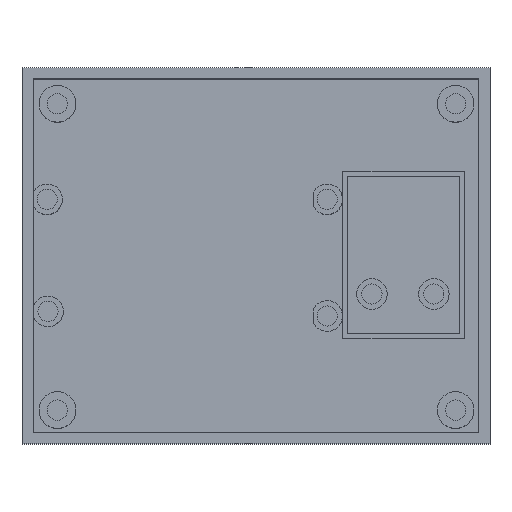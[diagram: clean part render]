
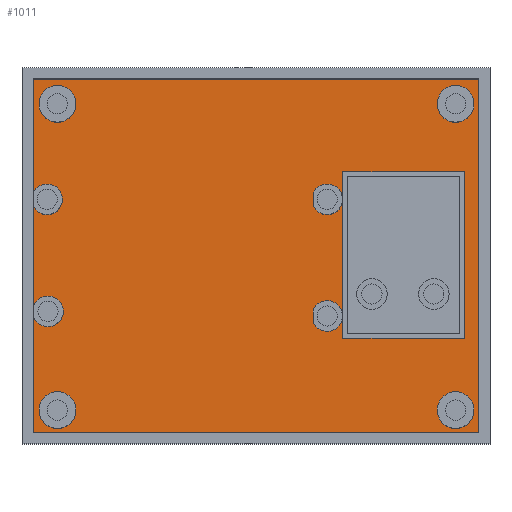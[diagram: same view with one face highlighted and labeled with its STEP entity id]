
A CAD part, top view. The second image highlights one B-rep face of the part: STEP entity #1011.
In plain terms, the highlighted planar face has unit normal (0, 0, 1).
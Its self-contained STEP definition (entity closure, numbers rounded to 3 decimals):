
#24=FACE_BOUND('',#180,.T.);
#25=FACE_BOUND('',#181,.T.);
#26=FACE_BOUND('',#182,.T.);
#27=FACE_BOUND('',#183,.T.);
#28=FACE_BOUND('',#184,.T.);
#29=FACE_BOUND('',#185,.T.);
#30=FACE_BOUND('',#186,.T.);
#56=PLANE('',#1100);
#106=FACE_OUTER_BOUND('',#179,.T.);
#179=EDGE_LOOP('',(#779,#780,#781,#782,#783,#784,#785,#786));
#180=EDGE_LOOP('',(#787,#788));
#181=EDGE_LOOP('',(#789,#790));
#182=EDGE_LOOP('',(#791));
#183=EDGE_LOOP('',(#792));
#184=EDGE_LOOP('',(#793));
#185=EDGE_LOOP('',(#794));
#186=EDGE_LOOP('',(#795,#796,#797,#798));
#256=LINE('',#1531,#349);
#260=LINE('',#1539,#353);
#264=LINE('',#1546,#357);
#282=LINE('',#1588,#375);
#286=LINE('',#1596,#379);
#289=LINE('',#1602,#382);
#292=LINE('',#1607,#385);
#294=LINE('',#1612,#387);
#295=LINE('',#1614,#388);
#296=LINE('',#1615,#389);
#297=LINE('',#1620,#390);
#298=LINE('',#1624,#391);
#349=VECTOR('',#1216,10.);
#353=VECTOR('',#1220,10.);
#357=VECTOR('',#1224,10.);
#375=VECTOR('',#1258,10.);
#379=VECTOR('',#1264,10.);
#382=VECTOR('',#1269,10.);
#385=VECTOR('',#1274,10.);
#387=VECTOR('',#1280,10.);
#388=VECTOR('',#1281,10.);
#389=VECTOR('',#1282,10.);
#390=VECTOR('',#1287,10.);
#391=VECTOR('',#1290,10.);
#440=CIRCLE('',#1084,2.5);
#444=CIRCLE('',#1101,2.5);
#445=CIRCLE('',#1102,2.5);
#446=CIRCLE('',#1103,2.5);
#447=CIRCLE('',#1104,3.);
#448=CIRCLE('',#1105,3.);
#449=CIRCLE('',#1106,3.);
#450=CIRCLE('',#1107,3.);
#482=VERTEX_POINT('',#1519);
#484=VERTEX_POINT('',#1522);
#486=VERTEX_POINT('',#1530);
#489=VERTEX_POINT('',#1536);
#490=VERTEX_POINT('',#1538);
#493=VERTEX_POINT('',#1544);
#508=VERTEX_POINT('',#1586);
#509=VERTEX_POINT('',#1587);
#512=VERTEX_POINT('',#1595);
#514=VERTEX_POINT('',#1601);
#516=VERTEX_POINT('',#1611);
#517=VERTEX_POINT('',#1613);
#518=VERTEX_POINT('',#1617);
#519=VERTEX_POINT('',#1618);
#520=VERTEX_POINT('',#1621);
#521=VERTEX_POINT('',#1622);
#522=VERTEX_POINT('',#1625);
#523=VERTEX_POINT('',#1627);
#524=VERTEX_POINT('',#1629);
#525=VERTEX_POINT('',#1631);
#574=EDGE_CURVE('',#484,#482,#440,.T.);
#578=EDGE_CURVE('',#486,#484,#256,.T.);
#582=EDGE_CURVE('',#490,#489,#260,.T.);
#586=EDGE_CURVE('',#482,#493,#264,.T.);
#606=EDGE_CURVE('',#508,#509,#282,.T.);
#610=EDGE_CURVE('',#509,#512,#286,.T.);
#613=EDGE_CURVE('',#512,#514,#289,.T.);
#616=EDGE_CURVE('',#514,#508,#292,.T.);
#618=EDGE_CURVE('',#493,#516,#294,.T.);
#619=EDGE_CURVE('',#516,#517,#295,.T.);
#620=EDGE_CURVE('',#517,#490,#296,.T.);
#621=EDGE_CURVE('',#489,#486,#444,.T.);
#622=EDGE_CURVE('',#518,#519,#445,.T.);
#623=EDGE_CURVE('',#519,#518,#297,.T.);
#624=EDGE_CURVE('',#520,#521,#446,.T.);
#625=EDGE_CURVE('',#521,#520,#298,.T.);
#626=EDGE_CURVE('',#522,#522,#447,.T.);
#627=EDGE_CURVE('',#523,#523,#448,.T.);
#628=EDGE_CURVE('',#524,#524,#449,.T.);
#629=EDGE_CURVE('',#525,#525,#450,.T.);
#779=ORIENTED_EDGE('',*,*,#574,.T.);
#780=ORIENTED_EDGE('',*,*,#586,.T.);
#781=ORIENTED_EDGE('',*,*,#618,.T.);
#782=ORIENTED_EDGE('',*,*,#619,.T.);
#783=ORIENTED_EDGE('',*,*,#620,.T.);
#784=ORIENTED_EDGE('',*,*,#582,.T.);
#785=ORIENTED_EDGE('',*,*,#621,.T.);
#786=ORIENTED_EDGE('',*,*,#578,.T.);
#787=ORIENTED_EDGE('',*,*,#622,.T.);
#788=ORIENTED_EDGE('',*,*,#623,.T.);
#789=ORIENTED_EDGE('',*,*,#624,.T.);
#790=ORIENTED_EDGE('',*,*,#625,.T.);
#791=ORIENTED_EDGE('',*,*,#626,.T.);
#792=ORIENTED_EDGE('',*,*,#627,.T.);
#793=ORIENTED_EDGE('',*,*,#628,.T.);
#794=ORIENTED_EDGE('',*,*,#629,.T.);
#795=ORIENTED_EDGE('',*,*,#606,.T.);
#796=ORIENTED_EDGE('',*,*,#610,.T.);
#797=ORIENTED_EDGE('',*,*,#613,.T.);
#798=ORIENTED_EDGE('',*,*,#616,.T.);
#1011=ADVANCED_FACE('',(#106,#24,#25,#26,#27,#28,#29,#30),#56,.T.);
#1084=AXIS2_PLACEMENT_3D('',#1523,#1206,#1207);
#1100=AXIS2_PLACEMENT_3D('',#1610,#1278,#1279);
#1101=AXIS2_PLACEMENT_3D('',#1616,#1283,#1284);
#1102=AXIS2_PLACEMENT_3D('',#1619,#1285,#1286);
#1103=AXIS2_PLACEMENT_3D('',#1623,#1288,#1289);
#1104=AXIS2_PLACEMENT_3D('',#1626,#1291,#1292);
#1105=AXIS2_PLACEMENT_3D('',#1628,#1293,#1294);
#1106=AXIS2_PLACEMENT_3D('',#1630,#1295,#1296);
#1107=AXIS2_PLACEMENT_3D('',#1632,#1297,#1298);
#1206=DIRECTION('center_axis',(0.,0.,-1.));
#1207=DIRECTION('ref_axis',(-1.,0.,0.));
#1216=DIRECTION('',(0.,-1.,0.));
#1220=DIRECTION('',(0.,-1.,0.));
#1224=DIRECTION('',(0.,-1.,0.));
#1258=DIRECTION('',(0.,-1.,0.));
#1264=DIRECTION('',(-1.,0.,0.));
#1269=DIRECTION('',(0.,1.,0.));
#1274=DIRECTION('',(1.,0.,0.));
#1278=DIRECTION('center_axis',(0.,0.,1.));
#1279=DIRECTION('ref_axis',(1.,0.,0.));
#1280=DIRECTION('',(1.,0.,0.));
#1281=DIRECTION('',(0.,1.,0.));
#1282=DIRECTION('',(-1.,0.,0.));
#1283=DIRECTION('center_axis',(0.,0.,-1.));
#1284=DIRECTION('ref_axis',(-1.,0.,0.));
#1285=DIRECTION('center_axis',(0.,0.,-1.));
#1286=DIRECTION('ref_axis',(-1.,0.,0.));
#1287=DIRECTION('',(0.,1.,0.));
#1288=DIRECTION('center_axis',(0.,0.,-1.));
#1289=DIRECTION('ref_axis',(-1.,0.,0.));
#1290=DIRECTION('',(0.,1.,0.));
#1291=DIRECTION('center_axis',(0.,0.,-1.));
#1292=DIRECTION('ref_axis',(-1.,0.,0.));
#1293=DIRECTION('center_axis',(0.,0.,-1.));
#1294=DIRECTION('ref_axis',(-1.,0.,0.));
#1295=DIRECTION('center_axis',(0.,0.,-1.));
#1296=DIRECTION('ref_axis',(-1.,0.,0.));
#1297=DIRECTION('center_axis',(0.,0.,-1.));
#1298=DIRECTION('ref_axis',(-1.,0.,0.));
#1519=CARTESIAN_POINT('',(3.6,22.95,1.8));
#1522=CARTESIAN_POINT('',(3.6,23.974,1.8));
#1523=CARTESIAN_POINT('Origin',(6.047,23.462,1.8));
#1530=CARTESIAN_POINT('',(3.6,40.77,1.8));
#1531=CARTESIAN_POINT('',(3.6,18.05,1.8));
#1536=CARTESIAN_POINT('',(3.6,42.73,1.8));
#1538=CARTESIAN_POINT('',(3.6,61.4,1.8));
#1539=CARTESIAN_POINT('',(3.6,18.05,1.8));
#1544=CARTESIAN_POINT('',(3.6,3.6,1.8));
#1546=CARTESIAN_POINT('',(3.6,18.05,1.8));
#1586=CARTESIAN_POINT('',(74.029,46.263,1.8));
#1587=CARTESIAN_POINT('',(74.029,19.074,1.8));
#1588=CARTESIAN_POINT('',(74.029,25.787,1.8));
#1595=CARTESIAN_POINT('',(54.18,19.074,1.8));
#1596=CARTESIAN_POINT('',(47.09,19.074,1.8));
#1601=CARTESIAN_POINT('',(54.18,46.263,1.8));
#1602=CARTESIAN_POINT('',(54.18,39.381,1.8));
#1607=CARTESIAN_POINT('',(57.015,46.263,1.8));
#1610=CARTESIAN_POINT('Origin',(40.,32.5,1.8));
#1611=CARTESIAN_POINT('',(76.4,3.6,1.8));
#1612=CARTESIAN_POINT('',(58.2,3.6,1.8));
#1613=CARTESIAN_POINT('',(76.4,61.4,1.8));
#1614=CARTESIAN_POINT('',(76.4,46.95,1.8));
#1615=CARTESIAN_POINT('',(21.8,61.4,1.8));
#1616=CARTESIAN_POINT('Origin',(5.9,41.75,1.8));
#1617=CARTESIAN_POINT('',(49.32,42.73,1.8));
#1618=CARTESIAN_POINT('',(49.32,40.77,1.8));
#1619=CARTESIAN_POINT('Origin',(51.62,41.75,1.8));
#1620=CARTESIAN_POINT('',(49.32,37.615,1.8));
#1621=CARTESIAN_POINT('',(49.32,23.68,1.8));
#1622=CARTESIAN_POINT('',(49.32,21.72,1.8));
#1623=CARTESIAN_POINT('Origin',(51.62,22.7,1.8));
#1624=CARTESIAN_POINT('',(49.32,28.09,1.8));
#1625=CARTESIAN_POINT('',(10.588,57.33,1.8));
#1626=CARTESIAN_POINT('Origin',(7.588,57.33,1.8));
#1627=CARTESIAN_POINT('',(75.588,57.33,1.8));
#1628=CARTESIAN_POINT('Origin',(72.588,57.33,1.8));
#1629=CARTESIAN_POINT('',(10.588,7.33,1.8));
#1630=CARTESIAN_POINT('Origin',(7.588,7.33,1.8));
#1631=CARTESIAN_POINT('',(75.588,7.33,1.8));
#1632=CARTESIAN_POINT('Origin',(72.588,7.33,1.8));
